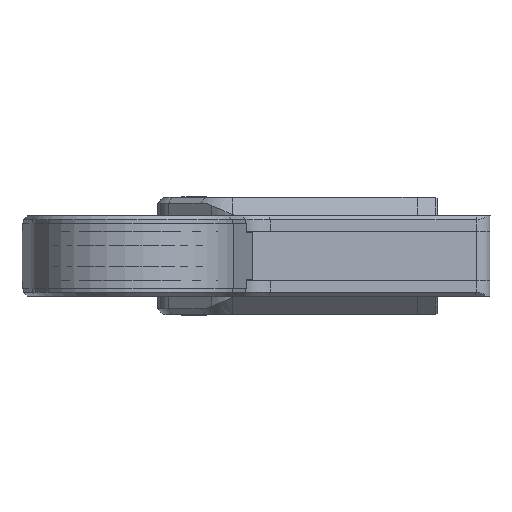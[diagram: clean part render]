
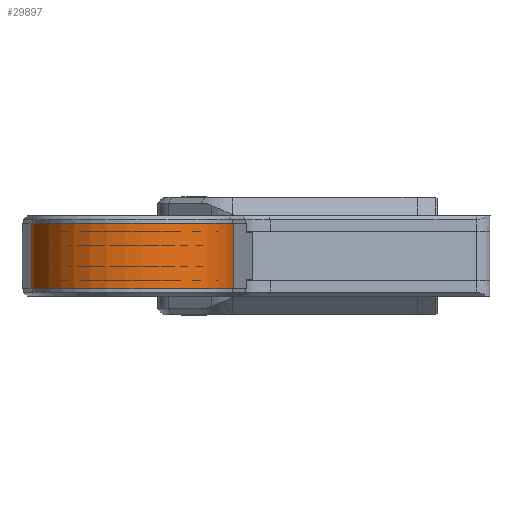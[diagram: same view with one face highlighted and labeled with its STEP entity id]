
A CAD part, front view. The second image highlights one B-rep face of the part: STEP entity #29897.
In plain terms, the highlighted cylindrical face has radius 67.92 mm (diameter 135.84 mm), a partial arc.
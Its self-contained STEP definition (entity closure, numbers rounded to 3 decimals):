
#1988 = CIRCLE ( 'NONE', #42401, 67.92 ) ;
#3203 = CIRCLE ( 'NONE', #8230, 67.92 ) ;
#4744 = CARTESIAN_POINT ( 'NONE',  ( -21.59, -17.557, -65.612 ) ) ;
#5480 = ORIENTED_EDGE ( 'NONE', *, *, #47177, .T. ) ;
#5918 = CARTESIAN_POINT ( 'NONE',  ( 21.59, -5.578, 67.691 ) ) ;
#6470 = VERTEX_POINT ( 'NONE', #52017 ) ;
#8230 = AXIS2_PLACEMENT_3D ( 'NONE', #9220, #25530, #26302 ) ;
#9220 = CARTESIAN_POINT ( 'NONE',  ( -21.59, 0., 0. ) ) ;
#11302 = LINE ( 'NONE', #27099, #24065 ) ;
#12744 = LINE ( 'NONE', #29597, #21650 ) ;
#13291 = AXIS2_PLACEMENT_3D ( 'NONE', #26654, #23742, #51709 ) ;
#14800 = CYLINDRICAL_SURFACE ( 'NONE', #13291, 67.92 ) ;
#16233 = EDGE_CURVE ( 'NONE', #6470, #29261, #11302, .T. ) ;
#21650 = VECTOR ( 'NONE', #24866, 1000. ) ;
#23742 = DIRECTION ( 'NONE',  ( 1., 0., 0. ) ) ;
#24033 = VERTEX_POINT ( 'NONE', #24459 ) ;
#24065 = VECTOR ( 'NONE', #31062, 1000. ) ;
#24459 = CARTESIAN_POINT ( 'NONE',  ( -21.59, -5.578, 67.691 ) ) ;
#24866 = DIRECTION ( 'NONE',  ( -1., 0., 0. ) ) ;
#25530 = DIRECTION ( 'NONE',  ( 1., 0., 0. ) ) ;
#26302 = DIRECTION ( 'NONE',  ( 0., 1., 0. ) ) ;
#26654 = CARTESIAN_POINT ( 'NONE',  ( -193.784, 0., 0. ) ) ;
#27099 = CARTESIAN_POINT ( 'NONE',  ( 21.59, -17.557, -65.612 ) ) ;
#29227 = EDGE_CURVE ( 'NONE', #43629, #24033, #12744, .T. ) ;
#29261 = VERTEX_POINT ( 'NONE', #4744 ) ;
#29597 = CARTESIAN_POINT ( 'NONE',  ( 21.59, -5.578, 67.691 ) ) ;
#29897 = ADVANCED_FACE ( 'NONE', ( #47499 ), #14800, .T. ) ;
#30378 = EDGE_LOOP ( 'NONE', ( #42434, #32769, #5480, #32205 ) ) ;
#31062 = DIRECTION ( 'NONE',  ( -1., 0., 0. ) ) ;
#32205 = ORIENTED_EDGE ( 'NONE', *, *, #29227, .T. ) ;
#32769 = ORIENTED_EDGE ( 'NONE', *, *, #16233, .F. ) ;
#32831 = CARTESIAN_POINT ( 'NONE',  ( 21.59, 0., 0. ) ) ;
#40404 = DIRECTION ( 'NONE',  ( 0., 0., 1. ) ) ;
#42401 = AXIS2_PLACEMENT_3D ( 'NONE', #32831, #48833, #40404 ) ;
#42434 = ORIENTED_EDGE ( 'NONE', *, *, #50148, .T. ) ;
#43629 = VERTEX_POINT ( 'NONE', #5918 ) ;
#47177 = EDGE_CURVE ( 'NONE', #6470, #43629, #1988, .T. ) ;
#47499 = FACE_OUTER_BOUND ( 'NONE', #30378, .T. ) ;
#48833 = DIRECTION ( 'NONE',  ( -1., 0., 0. ) ) ;
#50148 = EDGE_CURVE ( 'NONE', #24033, #29261, #3203, .T. ) ;
#51709 = DIRECTION ( 'NONE',  ( 0., 0., -1. ) ) ;
#52017 = CARTESIAN_POINT ( 'NONE',  ( 21.59, -17.557, -65.612 ) ) ;
